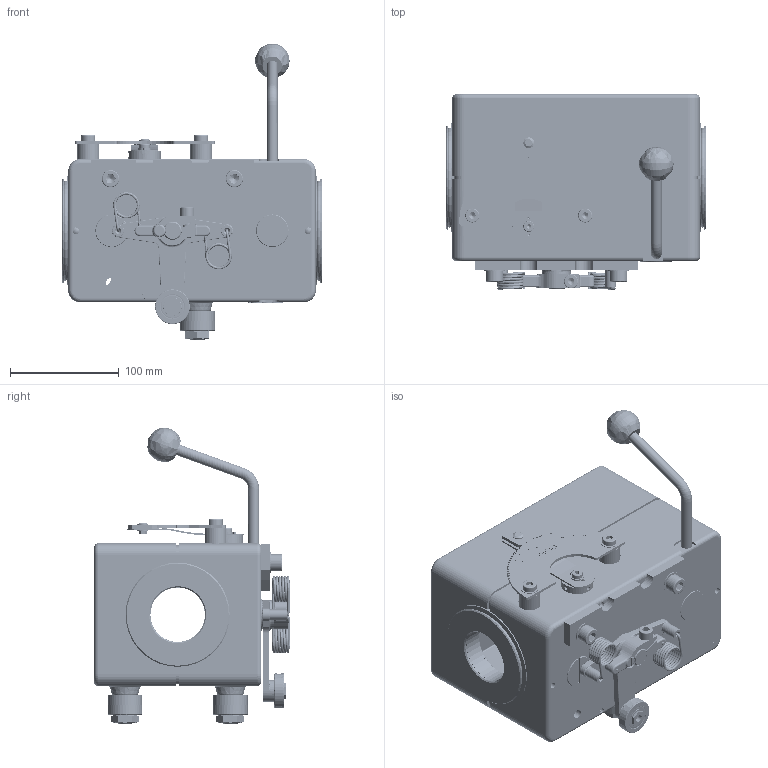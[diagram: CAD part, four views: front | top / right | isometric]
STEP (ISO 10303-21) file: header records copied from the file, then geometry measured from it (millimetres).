
FILE_DESCRIPTION (( 'STEP AP214' ), '1' );
FILE_NAME ('RG4-50-0MCRF Drehrichtung links.STEP', '2019-10-18T07:17:45', ( '' ), ( '' ), 'SwSTEP 2.0', 'SolidWorks 2019', '' );
FILE_SCHEMA (( 'AUTOMOTIVE_DESIGN' ));
Length unit declared in the file: millimetre
Products named in the file (1): RG4-50-0MCRF Drehrichtung links
Bounding box: 240 x 180.45 x 273.35 mm (x, y, z)
Volume: 1870856.3 mm3; surface area: 579268 mm2
Topology: 148 solids, 148 shells, 4105 faces, 10226 edges, 6282 vertices
Faces by surface type: plane 1713, cylinder 1181, cone 507, bspline 498, torus 143, sphere 63
Entity records: 191105 total; most frequent: CARTESIAN_POINT 49404, ORIENTED_EDGE 19890, DIRECTION 19490, EDGE_CURVE 9945, AXIS2_PLACEMENT_3D 7300, VERTEX_POINT 6282, LINE 4890, VECTOR 4890
